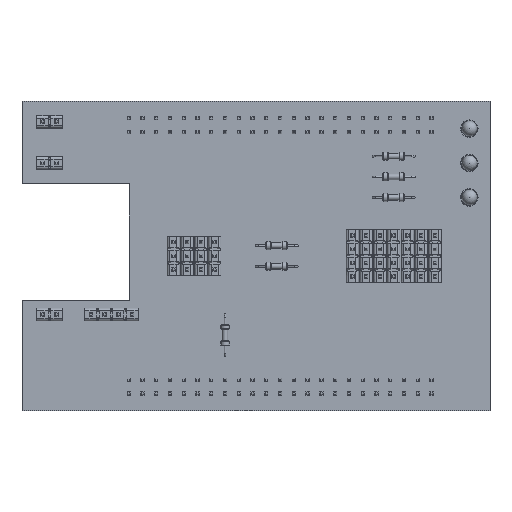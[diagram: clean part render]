
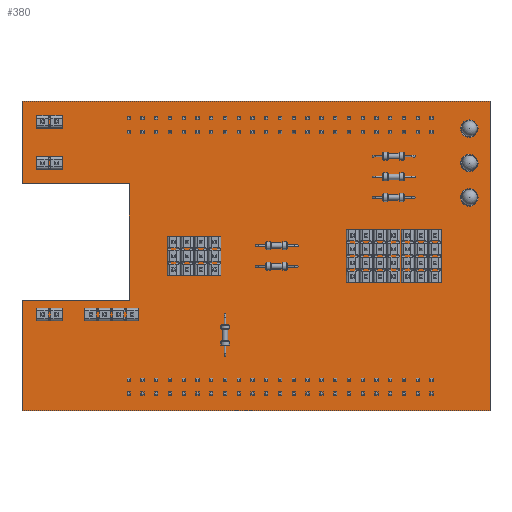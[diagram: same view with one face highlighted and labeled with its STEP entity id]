
A CAD part, top view. The second image highlights one B-rep face of the part: STEP entity #380.
In plain terms, the highlighted planar face has unit normal (0, 0, 1).
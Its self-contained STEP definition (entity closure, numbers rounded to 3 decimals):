
#137 = VERTEX_POINT('',#138);
#138 = CARTESIAN_POINT('',(0.,55.88,0.));
#155 = VERTEX_POINT('',#156);
#156 = CARTESIAN_POINT('',(0.,40.64,0.));
#162 = EDGE_CURVE('',#137,#155,#163,.T.);
#163 = LINE('',#164,#165);
#164 = CARTESIAN_POINT('',(0.,55.88,0.));
#165 = VECTOR('',#166,1.);
#166 = DIRECTION('',(0.,-1.,0.));
#186 = VERTEX_POINT('',#187);
#187 = CARTESIAN_POINT('',(19.812,40.64,0.));
#193 = EDGE_CURVE('',#155,#186,#194,.T.);
#194 = LINE('',#195,#196);
#195 = CARTESIAN_POINT('',(0.,40.64,0.));
#196 = VECTOR('',#197,1.);
#197 = DIRECTION('',(1.,0.,0.));
#217 = VERTEX_POINT('',#218);
#218 = CARTESIAN_POINT('',(19.812,19.05,0.));
#224 = EDGE_CURVE('',#186,#217,#225,.T.);
#225 = LINE('',#226,#227);
#226 = CARTESIAN_POINT('',(19.812,40.64,0.));
#227 = VECTOR('',#228,1.);
#228 = DIRECTION('',(0.,-1.,0.));
#248 = VERTEX_POINT('',#249);
#249 = CARTESIAN_POINT('',(0.,19.05,0.));
#255 = EDGE_CURVE('',#217,#248,#256,.T.);
#256 = LINE('',#257,#258);
#257 = CARTESIAN_POINT('',(19.812,19.05,0.));
#258 = VECTOR('',#259,1.);
#259 = DIRECTION('',(-1.,0.,0.));
#279 = VERTEX_POINT('',#280);
#280 = CARTESIAN_POINT('',(0.,-1.27,0.));
#286 = EDGE_CURVE('',#248,#279,#287,.T.);
#287 = LINE('',#288,#289);
#288 = CARTESIAN_POINT('',(0.,19.05,0.));
#289 = VECTOR('',#290,1.);
#290 = DIRECTION('',(0.,-1.,0.));
#310 = VERTEX_POINT('',#311);
#311 = CARTESIAN_POINT('',(86.36,-1.27,0.));
#317 = EDGE_CURVE('',#279,#310,#318,.T.);
#318 = LINE('',#319,#320);
#319 = CARTESIAN_POINT('',(0.,-1.27,0.));
#320 = VECTOR('',#321,1.);
#321 = DIRECTION('',(1.,0.,0.));
#341 = VERTEX_POINT('',#342);
#342 = CARTESIAN_POINT('',(86.36,55.88,0.));
#348 = EDGE_CURVE('',#310,#341,#349,.T.);
#349 = LINE('',#350,#351);
#350 = CARTESIAN_POINT('',(86.36,-1.27,0.));
#351 = VECTOR('',#352,1.);
#352 = DIRECTION('',(0.,1.,0.));
#370 = EDGE_CURVE('',#341,#137,#371,.T.);
#371 = LINE('',#372,#373);
#372 = CARTESIAN_POINT('',(86.36,55.88,0.));
#373 = VECTOR('',#374,1.);
#374 = DIRECTION('',(-1.,0.,0.));
#380 = ADVANCED_FACE('',(#381),#391,.F.);
#381 = FACE_BOUND('',#382,.T.);
#382 = EDGE_LOOP('',(#383,#384,#385,#386,#387,#388,#389,#390));
#383 = ORIENTED_EDGE('',*,*,#162,.T.);
#384 = ORIENTED_EDGE('',*,*,#193,.T.);
#385 = ORIENTED_EDGE('',*,*,#224,.T.);
#386 = ORIENTED_EDGE('',*,*,#255,.T.);
#387 = ORIENTED_EDGE('',*,*,#286,.T.);
#388 = ORIENTED_EDGE('',*,*,#317,.T.);
#389 = ORIENTED_EDGE('',*,*,#348,.T.);
#390 = ORIENTED_EDGE('',*,*,#370,.T.);
#391 = PLANE('',#392);
#392 = AXIS2_PLACEMENT_3D('',#393,#394,#395);
#393 = CARTESIAN_POINT('',(0.,55.88,0.));
#394 = DIRECTION('',(0.,0.,-1.));
#395 = DIRECTION('',(-1.,0.,0.));
